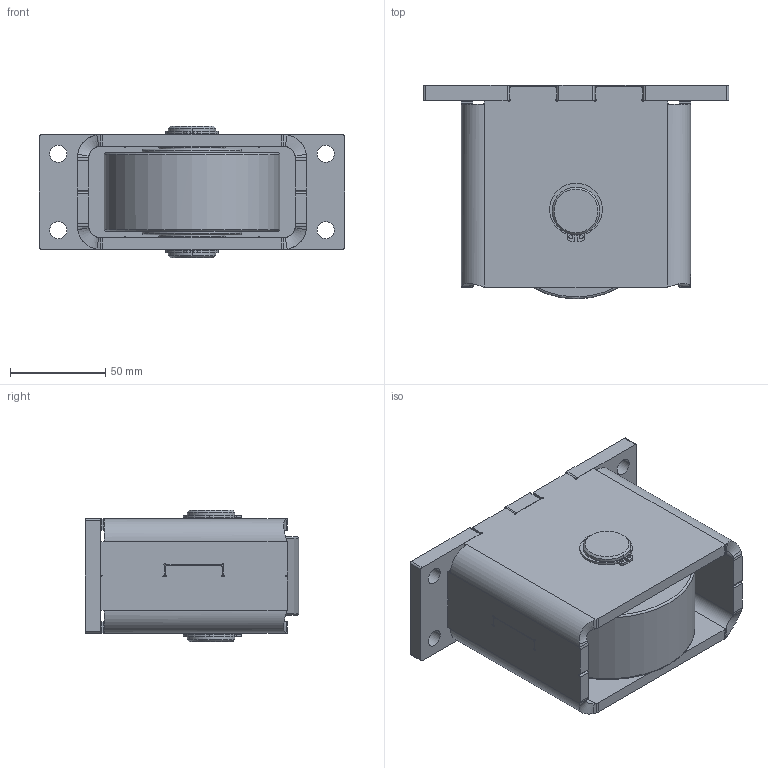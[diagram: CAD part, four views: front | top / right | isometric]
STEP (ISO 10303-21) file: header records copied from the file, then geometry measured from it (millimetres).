
FILE_DESCRIPTION(('STEP AP214'),'1');
FILE_NAME('rnl-10-100.stp','2022-09-13T15:14:07',('TraceParts'),('TraceParts S.A.'),'Spatial InterOp 3D',' ',' ');
FILE_SCHEMA(('AUTOMOTIVE_DESIGN { 1 0 10303 214 1 1 1 1 }'));
Length unit declared in the file: millimetre
Products named in the file (1): rnl-10-100_1
Bounding box: 160 x 112 x 69 mm (x, y, z)
Volume: 532835.3 mm3; surface area: 123309.3 mm2
Topology: 2 solids, 7 shells, 421 faces, 1185 edges, 762 vertices
Faces by surface type: cylinder 233, plane 116, cone 28, torus 24, bspline 20
Entity records: 18015 total; most frequent: CARTESIAN_POINT 3294, DIRECTION 2505, ORIENTED_EDGE 2370, EDGE_CURVE 1185, AXIS2_PLACEMENT_3D 969, VERTEX_POINT 762, LINE 567, VECTOR 567
